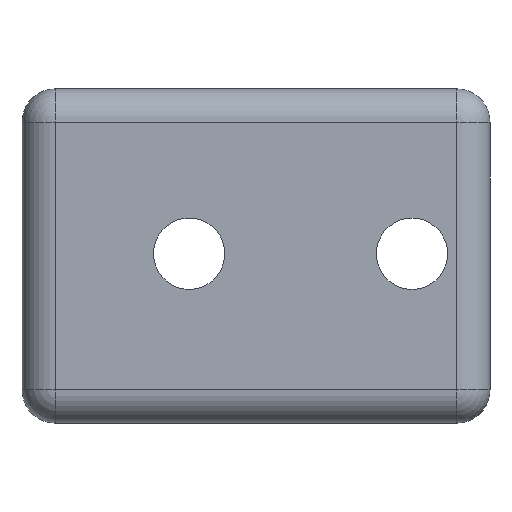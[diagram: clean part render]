
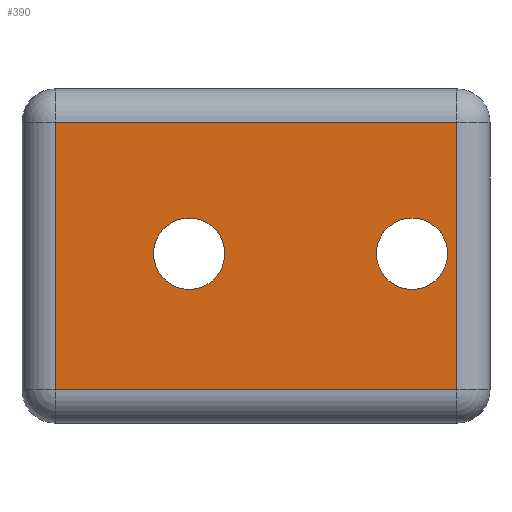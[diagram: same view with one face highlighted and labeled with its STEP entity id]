
A CAD part, front view. The second image highlights one B-rep face of the part: STEP entity #390.
In plain terms, the highlighted planar face has unit normal (0, -1, 0).
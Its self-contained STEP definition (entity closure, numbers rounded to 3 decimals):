
#47 = AXIS2_PLACEMENT_3D ( 'NONE', #361, #1028, #676 ) ;
#63 = DIRECTION ( 'NONE',  ( 0., 0., -1. ) ) ;
#89 = DIRECTION ( 'NONE',  ( 1., 0., 0. ) ) ;
#95 = VERTEX_POINT ( 'NONE', #725 ) ;
#97 = CIRCLE ( 'NONE', #1254, 1.6 ) ;
#105 = VECTOR ( 'NONE', #2313, 1000. ) ;
#116 = ORIENTED_EDGE ( 'NONE', *, *, #2019, .F. ) ;
#138 = LINE ( 'NONE', #1737, #766 ) ;
#142 = EDGE_LOOP ( 'NONE', ( #156, #166 ) ) ;
#156 = ORIENTED_EDGE ( 'NONE', *, *, #334, .F. ) ;
#160 = DIRECTION ( 'NONE',  ( 0., 0., -1. ) ) ;
#166 = ORIENTED_EDGE ( 'NONE', *, *, #1412, .F. ) ;
#199 = VECTOR ( 'NONE', #89, 1000. ) ;
#208 = ORIENTED_EDGE ( 'NONE', *, *, #2020, .T. ) ;
#282 = AXIS2_PLACEMENT_3D ( 'NONE', #1119, #1144, #2197 ) ;
#287 = LINE ( 'NONE', #2085, #1511 ) ;
#313 = DIRECTION ( 'NONE',  ( 0., -1., 0. ) ) ;
#334 = EDGE_CURVE ( 'NONE', #1669, #608, #1165, .T. ) ;
#339 = EDGE_LOOP ( 'NONE', ( #562, #525, #208, #906 ) ) ;
#355 = VERTEX_POINT ( 'NONE', #1184 ) ;
#361 = CARTESIAN_POINT ( 'NONE',  ( 0., 0., 0. ) ) ;
#390 = ADVANCED_FACE ( 'NONE', ( #903, #1571, #1258 ), #1245, .T. ) ;
#446 = CARTESIAN_POINT ( 'NONE',  ( 17.5, 0., -5.8 ) ) ;
#519 = CARTESIAN_POINT ( 'NONE',  ( 7.5, 0., -7.4 ) ) ;
#525 = ORIENTED_EDGE ( 'NONE', *, *, #1528, .T. ) ;
#562 = ORIENTED_EDGE ( 'NONE', *, *, #1264, .T. ) ;
#608 = VERTEX_POINT ( 'NONE', #1397 ) ;
#667 = CARTESIAN_POINT ( 'NONE',  ( 1.5, 0., -1.5 ) ) ;
#676 = DIRECTION ( 'NONE',  ( 0., 0., -1. ) ) ;
#725 = CARTESIAN_POINT ( 'NONE',  ( 1.5, 0., -13.5 ) ) ;
#766 = VECTOR ( 'NONE', #855, 1000. ) ;
#819 = DIRECTION ( 'NONE',  ( 0., 0., -1. ) ) ;
#855 = DIRECTION ( 'NONE',  ( 0., 0., -1. ) ) ;
#862 = VERTEX_POINT ( 'NONE', #1441 ) ;
#903 = FACE_OUTER_BOUND ( 'NONE', #339, .T. ) ;
#906 = ORIENTED_EDGE ( 'NONE', *, *, #1504, .T. ) ;
#1017 = DIRECTION ( 'NONE',  ( 0., 0., 1. ) ) ;
#1028 = DIRECTION ( 'NONE',  ( 0., -1., 0. ) ) ;
#1031 = AXIS2_PLACEMENT_3D ( 'NONE', #519, #1414, #160 ) ;
#1119 = CARTESIAN_POINT ( 'NONE',  ( 17.5, 0., -7.4 ) ) ;
#1144 = DIRECTION ( 'NONE',  ( 0., -1., 0. ) ) ;
#1165 = CIRCLE ( 'NONE', #1754, 1.6 ) ;
#1184 = CARTESIAN_POINT ( 'NONE',  ( 19.5, 0., -1.5 ) ) ;
#1245 = PLANE ( 'NONE',  #47 ) ;
#1254 = AXIS2_PLACEMENT_3D ( 'NONE', #1897, #313, #819 ) ;
#1258 = FACE_BOUND ( 'NONE', #1329, .T. ) ;
#1261 = VERTEX_POINT ( 'NONE', #1682 ) ;
#1264 = EDGE_CURVE ( 'NONE', #95, #1634, #1509, .T. ) ;
#1329 = EDGE_LOOP ( 'NONE', ( #116, #1965 ) ) ;
#1339 = VERTEX_POINT ( 'NONE', #667 ) ;
#1379 = LINE ( 'NONE', #1948, #105 ) ;
#1382 = CARTESIAN_POINT ( 'NONE',  ( 19.5, 0., -13.5 ) ) ;
#1397 = CARTESIAN_POINT ( 'NONE',  ( 17.5, 0., -9. ) ) ;
#1408 = CIRCLE ( 'NONE', #282, 1.6 ) ;
#1412 = EDGE_CURVE ( 'NONE', #608, #1669, #1408, .T. ) ;
#1414 = DIRECTION ( 'NONE',  ( 0., -1., 0. ) ) ;
#1441 = CARTESIAN_POINT ( 'NONE',  ( 7.5, 0., -9. ) ) ;
#1504 = EDGE_CURVE ( 'NONE', #1339, #95, #138, .T. ) ;
#1509 = LINE ( 'NONE', #2053, #199 ) ;
#1511 = VECTOR ( 'NONE', #1017, 1000. ) ;
#1528 = EDGE_CURVE ( 'NONE', #1634, #355, #287, .T. ) ;
#1543 = EDGE_CURVE ( 'NONE', #862, #1261, #97, .T. ) ;
#1559 = CIRCLE ( 'NONE', #1031, 1.6 ) ;
#1571 = FACE_BOUND ( 'NONE', #142, .T. ) ;
#1634 = VERTEX_POINT ( 'NONE', #1382 ) ;
#1651 = DIRECTION ( 'NONE',  ( 0., -1., 0. ) ) ;
#1669 = VERTEX_POINT ( 'NONE', #446 ) ;
#1682 = CARTESIAN_POINT ( 'NONE',  ( 7.5, 0., -5.8 ) ) ;
#1737 = CARTESIAN_POINT ( 'NONE',  ( 1.5, 0., -15. ) ) ;
#1754 = AXIS2_PLACEMENT_3D ( 'NONE', #1869, #1651, #63 ) ;
#1869 = CARTESIAN_POINT ( 'NONE',  ( 17.5, 0., -7.4 ) ) ;
#1897 = CARTESIAN_POINT ( 'NONE',  ( 7.5, 0., -7.4 ) ) ;
#1948 = CARTESIAN_POINT ( 'NONE',  ( 0., 0., -1.5 ) ) ;
#1965 = ORIENTED_EDGE ( 'NONE', *, *, #1543, .F. ) ;
#2019 = EDGE_CURVE ( 'NONE', #1261, #862, #1559, .T. ) ;
#2020 = EDGE_CURVE ( 'NONE', #355, #1339, #1379, .T. ) ;
#2053 = CARTESIAN_POINT ( 'NONE',  ( 21., 0., -13.5 ) ) ;
#2085 = CARTESIAN_POINT ( 'NONE',  ( 19.5, 0., 0. ) ) ;
#2197 = DIRECTION ( 'NONE',  ( 0., 0., -1. ) ) ;
#2313 = DIRECTION ( 'NONE',  ( -1., 0., 0. ) ) ;
